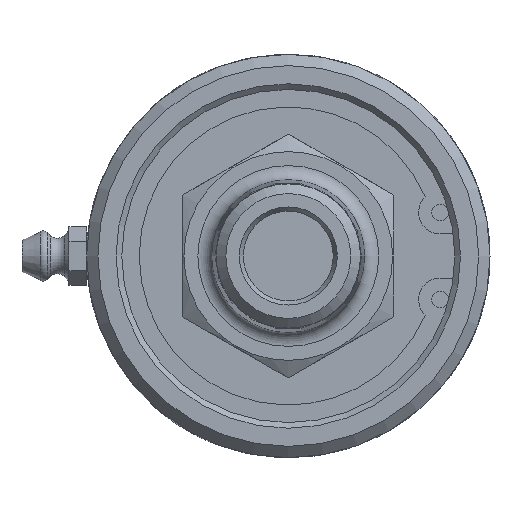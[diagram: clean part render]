
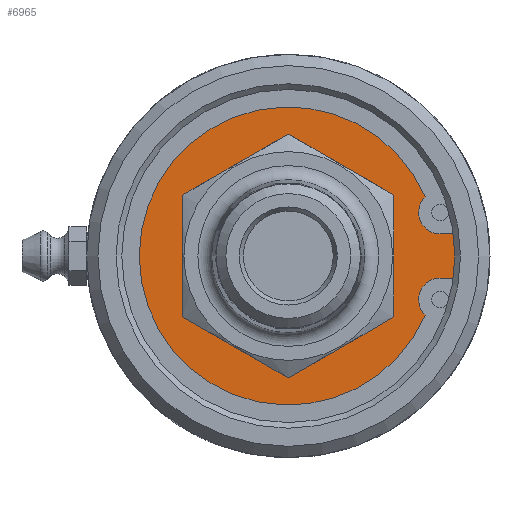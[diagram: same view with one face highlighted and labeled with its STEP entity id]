
A CAD part, left-side view. The second image highlights one B-rep face of the part: STEP entity #6965.
In plain terms, the highlighted planar face has unit normal (-1, 0, 0).
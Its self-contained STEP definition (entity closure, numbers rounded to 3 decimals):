
#31=FACE_BOUND('',#1806,.T.);
#81=PLANE('',#7420);
#463=LINE('',#10870,#883);
#464=LINE('',#10872,#884);
#883=VECTOR('',#8108,10.);
#884=VECTOR('',#8109,10.);
#1392=FACE_OUTER_BOUND('',#1805,.T.);
#1805=EDGE_LOOP('',(#4769,#4770,#4771,#4772,#4773,#4774));
#1806=EDGE_LOOP('',(#4775,#4776));
#2257=CIRCLE('',#7419,25.375);
#2258=CIRCLE('',#7421,3.048);
#2259=CIRCLE('',#7422,21.057);
#2260=CIRCLE('',#7423,3.048);
#2261=CIRCLE('',#7424,13.9);
#2262=CIRCLE('',#7425,13.9);
#2868=VERTEX_POINT('',#10858);
#2872=VERTEX_POINT('',#10865);
#2873=VERTEX_POINT('',#10869);
#2874=VERTEX_POINT('',#10871);
#2875=VERTEX_POINT('',#10873);
#2876=VERTEX_POINT('',#10875);
#2877=VERTEX_POINT('',#10878);
#2878=VERTEX_POINT('',#10879);
#3619=EDGE_CURVE('',#2868,#2872,#2257,.T.);
#3620=EDGE_CURVE('',#2873,#2868,#463,.T.);
#3621=EDGE_CURVE('',#2872,#2874,#464,.T.);
#3622=EDGE_CURVE('',#2874,#2875,#2258,.T.);
#3623=EDGE_CURVE('',#2875,#2876,#2259,.T.);
#3624=EDGE_CURVE('',#2876,#2873,#2260,.T.);
#3625=EDGE_CURVE('',#2877,#2878,#2261,.T.);
#3626=EDGE_CURVE('',#2878,#2877,#2262,.T.);
#4769=ORIENTED_EDGE('',*,*,#3620,.T.);
#4770=ORIENTED_EDGE('',*,*,#3619,.T.);
#4771=ORIENTED_EDGE('',*,*,#3621,.T.);
#4772=ORIENTED_EDGE('',*,*,#3622,.T.);
#4773=ORIENTED_EDGE('',*,*,#3623,.T.);
#4774=ORIENTED_EDGE('',*,*,#3624,.T.);
#4775=ORIENTED_EDGE('',*,*,#3625,.T.);
#4776=ORIENTED_EDGE('',*,*,#3626,.T.);
#6965=ADVANCED_FACE('',(#1392,#31),#81,.F.);
#7419=AXIS2_PLACEMENT_3D('',#10867,#8104,#8105);
#7420=AXIS2_PLACEMENT_3D('',#10868,#8106,#8107);
#7421=AXIS2_PLACEMENT_3D('',#10874,#8110,#8111);
#7422=AXIS2_PLACEMENT_3D('',#10876,#8112,#8113);
#7423=AXIS2_PLACEMENT_3D('',#10877,#8114,#8115);
#7424=AXIS2_PLACEMENT_3D('',#10880,#8116,#8117);
#7425=AXIS2_PLACEMENT_3D('',#10881,#8118,#8119);
#8104=DIRECTION('center_axis',(-1.,0.,0.));
#8105=DIRECTION('ref_axis',(0.,1.,0.));
#8106=DIRECTION('center_axis',(1.,0.,0.));
#8107=DIRECTION('ref_axis',(0.,0.,-1.));
#8108=DIRECTION('',(0.,-1.,0.));
#8109=DIRECTION('',(0.,1.,0.));
#8110=DIRECTION('center_axis',(1.,0.,0.));
#8111=DIRECTION('ref_axis',(0.,-0.961,0.276));
#8112=DIRECTION('center_axis',(-1.,0.,0.));
#8113=DIRECTION('ref_axis',(0.,0.,-1.));
#8114=DIRECTION('center_axis',(1.,0.,0.));
#8115=DIRECTION('ref_axis',(0.,0.,1.));
#8116=DIRECTION('center_axis',(1.,0.,0.));
#8117=DIRECTION('ref_axis',(0.,1.,0.));
#8118=DIRECTION('center_axis',(1.,0.,0.));
#8119=DIRECTION('ref_axis',(0.,1.,0.));
#10858=CARTESIAN_POINT('',(3.978,-25.184,-3.112));
#10865=CARTESIAN_POINT('',(3.978,-25.184,3.112));
#10867=CARTESIAN_POINT('Origin',(3.978,0.,0.));
#10868=CARTESIAN_POINT('Origin',(3.978,18.91,0.));
#10869=CARTESIAN_POINT('',(3.978,-21.461,-3.112));
#10870=CARTESIAN_POINT('',(3.978,-3.137,-3.112));
#10871=CARTESIAN_POINT('',(3.978,-21.461,3.112));
#10872=CARTESIAN_POINT('',(3.978,-1.275,3.112));
#10873=CARTESIAN_POINT('',(3.978,-19.334,8.343));
#10874=CARTESIAN_POINT('Origin',(3.978,-21.461,6.16));
#10875=CARTESIAN_POINT('',(3.978,-19.334,-8.343));
#10876=CARTESIAN_POINT('Origin',(3.978,0.,0.));
#10877=CARTESIAN_POINT('Origin',(3.978,-21.461,-6.16));
#10878=CARTESIAN_POINT('',(3.978,13.9,0.));
#10879=CARTESIAN_POINT('',(3.978,-13.9,0.));
#10880=CARTESIAN_POINT('Origin',(3.978,0.,0.));
#10881=CARTESIAN_POINT('Origin',(3.978,0.,0.));
